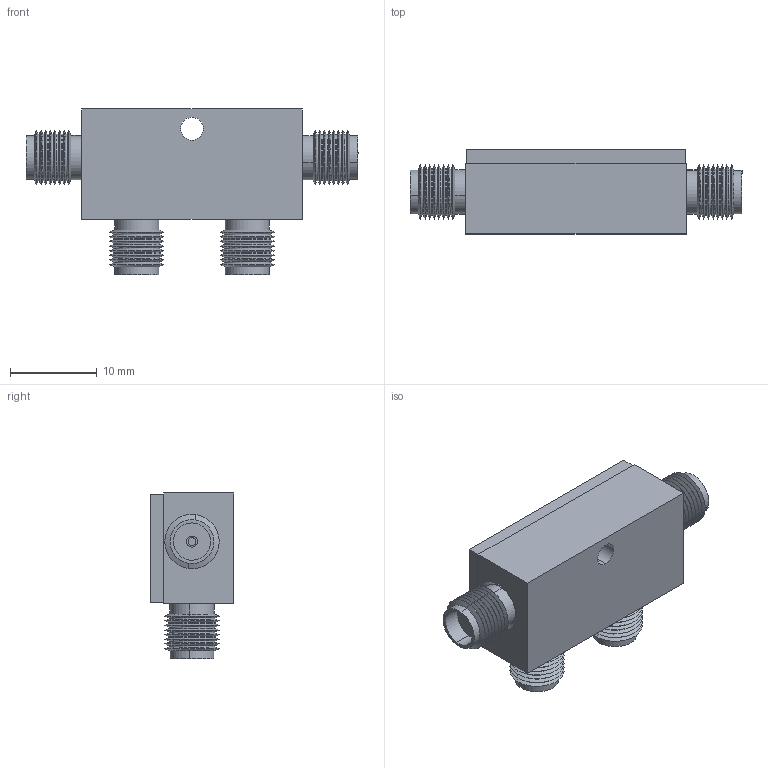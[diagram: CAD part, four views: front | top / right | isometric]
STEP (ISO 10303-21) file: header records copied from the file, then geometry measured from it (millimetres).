
FILE_DESCRIPTION (( 'STEP AP214' ), '1' );
FILE_NAME ('DCS 109_F.STEP', '2022-08-01T17:12:14', ( '' ), ( '' ), 'SwSTEP 2.0', 'SolidWorks 2021', '' );
FILE_SCHEMA (( 'AUTOMOTIVE_DESIGN' ));
Length unit declared in the file: inch
Products named in the file (1): DCS 109_F
Bounding box: 38.2 x 9.65 x 19.1 mm (x, y, z)
Volume: 3512.2 mm3; surface area: 4635.2 mm2
Topology: 14 solids, 14 shells, 948 faces, 2415 edges, 1538 vertices
Faces by surface type: cylinder 518, plane 237, cone 144, bspline 49
Entity records: 36652 total; most frequent: CARTESIAN_POINT 8063, DIRECTION 5241, ORIENTED_EDGE 4830, EDGE_CURVE 2415, AXIS2_PLACEMENT_3D 2032, VERTEX_POINT 1538, LINE 1177, VECTOR 1177
